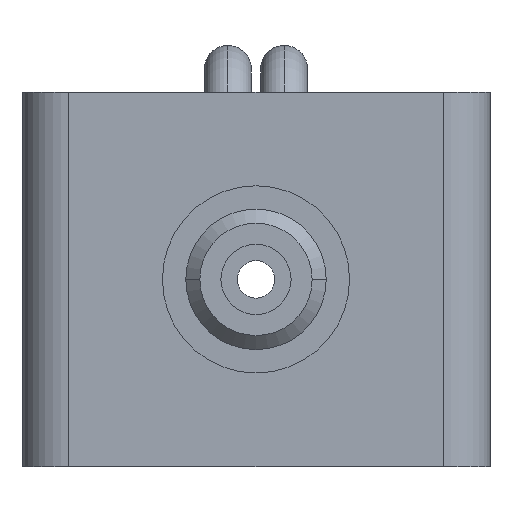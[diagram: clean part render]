
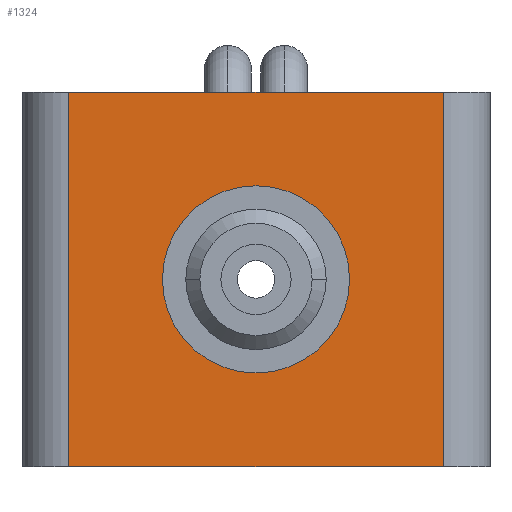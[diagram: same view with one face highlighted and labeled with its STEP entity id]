
A CAD part, front view. The second image highlights one B-rep face of the part: STEP entity #1324.
In plain terms, the highlighted planar face has unit normal (0, -1, 0).
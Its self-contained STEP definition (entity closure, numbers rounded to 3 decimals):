
#174=DIRECTION('',(-1.,0.,0.));
#175=VECTOR('',#174,8.);
#176=CARTESIAN_POINT('',(4.,0.,4.));
#177=LINE('',#176,#175);
#433=DIRECTION('',(1.,0.,0.));
#434=VECTOR('',#433,8.);
#435=CARTESIAN_POINT('',(-4.,0.,-4.));
#436=LINE('',#435,#434);
#623=DIRECTION('',(0.,0.,1.));
#624=VECTOR('',#623,8.);
#625=CARTESIAN_POINT('',(4.,0.,-4.));
#626=LINE('',#625,#624);
#630=CARTESIAN_POINT('',(0.,0.,0.));
#631=DIRECTION('',(0.,-1.,0.));
#632=DIRECTION('',(1.,0.,0.));
#633=AXIS2_PLACEMENT_3D('',#630,#631,#632);
#638=CARTESIAN_POINT('',(0.,0.,0.));
#639=DIRECTION('',(0.,-1.,0.));
#640=DIRECTION('',(-1.,0.,0.));
#641=AXIS2_PLACEMENT_3D('',#638,#639,#640);
#646=DIRECTION('',(0.,0.,-1.));
#647=VECTOR('',#646,8.);
#648=CARTESIAN_POINT('',(-4.,0.,4.));
#649=LINE('',#648,#647);
#700=CARTESIAN_POINT('',(4.,0.,4.));
#701=VERTEX_POINT('',#700);
#702=CARTESIAN_POINT('',(-4.,0.,4.));
#703=VERTEX_POINT('',#702);
#756=CARTESIAN_POINT('',(-4.,0.,-4.));
#757=VERTEX_POINT('',#756);
#758=CARTESIAN_POINT('',(4.,0.,-4.));
#759=VERTEX_POINT('',#758);
#788=CARTESIAN_POINT('',(2.,0.,0.));
#789=CARTESIAN_POINT('',(-2.,0.,0.));
#790=VERTEX_POINT('',#788);
#791=VERTEX_POINT('',#789);
#1306=CARTESIAN_POINT('',(0.,0.,0.));
#1307=DIRECTION('',(0.,1.,0.));
#1308=DIRECTION('',(-1.,0.,0.));
#1309=AXIS2_PLACEMENT_3D('',#1306,#1307,#1308);
#1310=PLANE('',#1309);
#1312=ORIENTED_EDGE('',*,*,#1311,.F.);
#1313=ORIENTED_EDGE('',*,*,#809,.F.);
#1314=ORIENTED_EDGE('',*,*,#1294,.F.);
#1315=ORIENTED_EDGE('',*,*,#1044,.F.);
#1316=EDGE_LOOP('',(#1312,#1313,#1314,#1315));
#1317=FACE_OUTER_BOUND('',#1316,.F.);
#1319=ORIENTED_EDGE('',*,*,#1318,.T.);
#1321=ORIENTED_EDGE('',*,*,#1320,.T.);
#1322=EDGE_LOOP('',(#1319,#1321));
#1323=FACE_BOUND('',#1322,.F.);
#1324=ADVANCED_FACE('',(#1317,#1323),#1310,.F.);
#634=CIRCLE('',#633,2.);
#642=CIRCLE('',#641,2.);
#809=EDGE_CURVE('',#701,#703,#177,.T.);
#1044=EDGE_CURVE('',#757,#759,#436,.T.);
#1294=EDGE_CURVE('',#759,#701,#626,.T.);
#1311=EDGE_CURVE('',#703,#757,#649,.T.);
#1318=EDGE_CURVE('',#790,#791,#634,.T.);
#1320=EDGE_CURVE('',#791,#790,#642,.T.);
